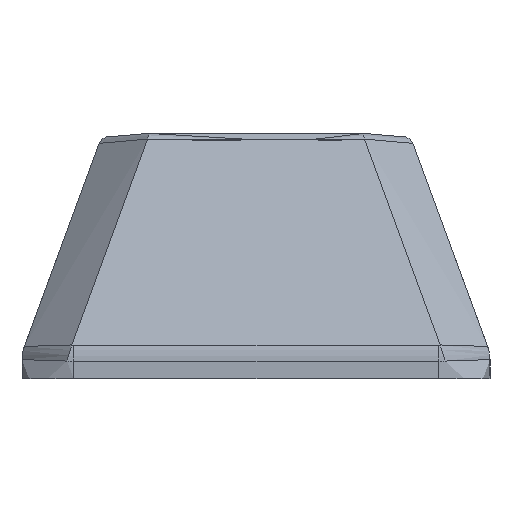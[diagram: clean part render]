
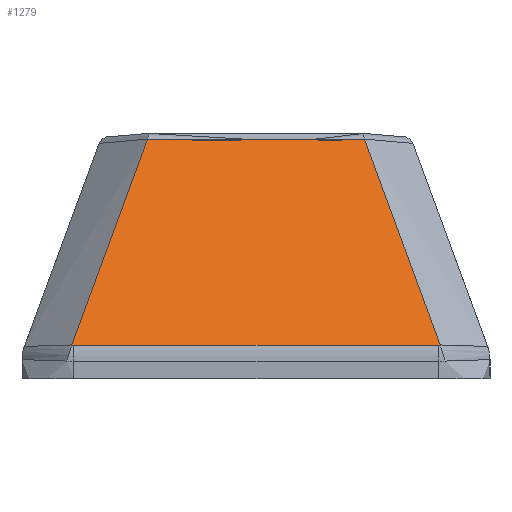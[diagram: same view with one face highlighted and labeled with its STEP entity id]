
A CAD part, front view. The second image highlights one B-rep face of the part: STEP entity #1279.
In plain terms, the highlighted planar face has unit normal (0, -0.909, 0.417).
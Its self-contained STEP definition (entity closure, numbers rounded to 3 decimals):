
#14=PLANE('',#1372);
#43=LINE('',#2269,#98);
#98=VECTOR('',#1469,10.);
#237=ELLIPSE('',#1365,1.2,0.5);
#239=ELLIPSE('',#1370,1.2,0.5);
#262=FACE_OUTER_BOUND('',#340,.T.);
#340=EDGE_LOOP('',(#960,#961,#962,#963,#964,#965));
#452=B_SPLINE_CURVE_WITH_KNOTS('',3,(#2429,#2430,#2431,#2432),
 .UNSPECIFIED.,.F.,.F.,(4,4),(-0.969,-0.042),
 .UNSPECIFIED.);
#454=B_SPLINE_CURVE_WITH_KNOTS('',3,(#2440,#2441,#2442,#2443),
 .UNSPECIFIED.,.F.,.F.,(4,4),(0.042,0.969),
 .UNSPECIFIED.);
#455=B_SPLINE_CURVE_WITH_KNOTS('',3,(#2444,#2445,#2446,#2447),
 .UNSPECIFIED.,.F.,.F.,(4,4),(-0.847,0.),.UNSPECIFIED.);
#554=VERTEX_POINT('',#2225);
#558=VERTEX_POINT('',#2259);
#560=VERTEX_POINT('',#2265);
#562=VERTEX_POINT('',#2286);
#568=VERTEX_POINT('',#2428);
#569=VERTEX_POINT('',#2439);
#702=EDGE_CURVE('',#554,#558,#237,.T.);
#705=EDGE_CURVE('',#558,#560,#43,.T.);
#708=EDGE_CURVE('',#560,#562,#239,.T.);
#719=EDGE_CURVE('',#562,#568,#452,.T.);
#721=EDGE_CURVE('',#569,#554,#454,.T.);
#722=EDGE_CURVE('',#568,#569,#455,.T.);
#960=ORIENTED_EDGE('',*,*,#708,.F.);
#961=ORIENTED_EDGE('',*,*,#705,.F.);
#962=ORIENTED_EDGE('',*,*,#702,.F.);
#963=ORIENTED_EDGE('',*,*,#721,.F.);
#964=ORIENTED_EDGE('',*,*,#722,.F.);
#965=ORIENTED_EDGE('',*,*,#719,.F.);
#1279=ADVANCED_FACE('',(#262),#14,.T.);
#1365=AXIS2_PLACEMENT_3D('',#2263,#1462,#1463);
#1370=AXIS2_PLACEMENT_3D('',#2290,#1474,#1475);
#1372=AXIS2_PLACEMENT_3D('',#2438,#1478,#1479);
#1462=DIRECTION('center_axis',(0.,0.909,-0.417));
#1463=DIRECTION('ref_axis',(0.,-0.417,-0.909));
#1469=DIRECTION('',(-1.,0.,0.));
#1474=DIRECTION('center_axis',(0.,0.909,-0.417));
#1475=DIRECTION('ref_axis',(0.,-0.417,-0.909));
#1478=DIRECTION('center_axis',(0.,-0.909,
0.417));
#1479=DIRECTION('ref_axis',(0.,-0.417,-0.909));
#2225=CARTESIAN_POINT('',(7.144,-8.94,0.306));
#2259=CARTESIAN_POINT('',(7.081,-8.944,0.298));
#2263=CARTESIAN_POINT('Origin',(7.081,-8.444,1.389));
#2265=CARTESIAN_POINT('',(-7.08,-8.944,0.298));
#2269=CARTESIAN_POINT('',(7.525,-8.944,0.298));
#2286=CARTESIAN_POINT('',(-7.144,-8.94,0.306));
#2290=CARTESIAN_POINT('Origin',(-7.08,-8.444,1.389));
#2428=CARTESIAN_POINT('',(-4.213,-5.28,8.295));
#2429=CARTESIAN_POINT('Ctrl Pts',(-7.144,-8.94,0.306));
#2430=CARTESIAN_POINT('Ctrl Pts',(-6.176,-7.719,2.972));
#2431=CARTESIAN_POINT('Ctrl Pts',(-5.202,-6.498,5.635));
#2432=CARTESIAN_POINT('Ctrl Pts',(-4.213,-5.28,8.295));
#2438=CARTESIAN_POINT('Origin',(5.969,-4.966,8.98));
#2439=CARTESIAN_POINT('',(4.213,-5.28,8.295));
#2440=CARTESIAN_POINT('Ctrl Pts',(4.213,-5.28,8.295));
#2441=CARTESIAN_POINT('Ctrl Pts',(5.202,-6.498,5.635));
#2442=CARTESIAN_POINT('Ctrl Pts',(6.176,-7.719,2.972));
#2443=CARTESIAN_POINT('Ctrl Pts',(7.144,-8.94,0.306));
#2444=CARTESIAN_POINT('Ctrl Pts',(-4.213,-5.28,8.295));
#2445=CARTESIAN_POINT('Ctrl Pts',(-1.436,-5.493,7.828));
#2446=CARTESIAN_POINT('Ctrl Pts',(1.436,-5.493,7.828));
#2447=CARTESIAN_POINT('Ctrl Pts',(4.213,-5.28,8.295));
